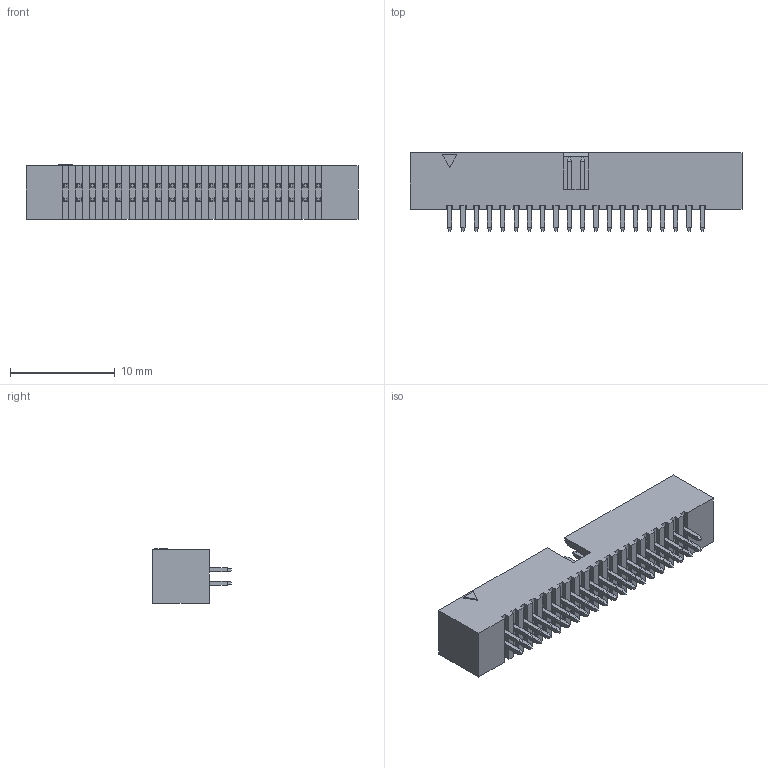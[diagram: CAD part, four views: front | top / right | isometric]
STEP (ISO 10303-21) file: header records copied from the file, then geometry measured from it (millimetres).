
FILE_DESCRIPTION (( 'STEP AP214' ), '1' );
FILE_NAME ('CONB127P-2R-40W_TH.STEP', '2015-06-30T18:53:23', ( '' ), ( '' ), 'SwSTEP 2.0', 'SolidWorks 2015', '' );
FILE_SCHEMA (( 'AUTOMOTIVE_DESIGN' ));
Length unit declared in the file: millimetre
Products named in the file (1): CONB127P-2R-40W_TH
Bounding box: 31.7 x 7.5 x 5.2 mm (x, y, z)
Volume: 478.7 mm3; surface area: 1532.3 mm2
Topology: 41 solids, 41 shells, 823 faces, 1896 edges, 1156 vertices
Faces by surface type: plane 823
Entity records: 31945 total; most frequent: CARTESIAN_POINT 3876, ORIENTED_EDGE 3792, DIRECTION 3544, EDGE_CURVE 1896, VECTOR 1896, LINE 1896, VERTEX_POINT 1156, EDGE_LOOP 904
